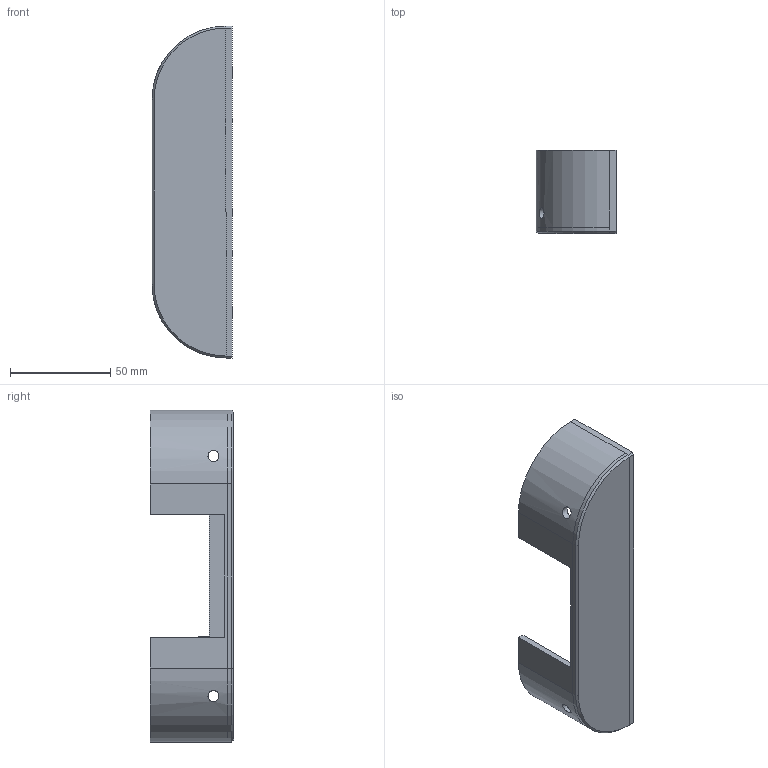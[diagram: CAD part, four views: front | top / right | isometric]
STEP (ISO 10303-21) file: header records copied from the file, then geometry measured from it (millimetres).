
FILE_DESCRIPTION(('FreeCAD Model'),'2;1');
FILE_NAME('Open CASCADE Shape Model','2025-08-17T13:54:27',(''),(''), 'Open CASCADE STEP processor 7.8','FreeCAD','Unknown');
FILE_SCHEMA(('AUTOMOTIVE_DESIGN { 1 0 10303 214 1 1 1 1 }'));
Length unit declared in the file: millimetre
Products named in the file (1): TopPlateGuardShort2
Bounding box: 40 x 41.5 x 166 mm (x, y, z)
Volume: 41222.9 mm3; surface area: 28814.8 mm2
Topology: 1 solids, 1 shells, 51 faces, 121 edges, 72 vertices
Faces by surface type: plane 35, cylinder 10, cone 6
Full cylindrical faces by diameter (mm): 5.5 x4
Entity records: 3726 total; most frequent: CARTESIAN_POINT 1235, DIRECTION 461, LINE 307, VECTOR 307, ORIENTED_EDGE 242, PCURVE 242, DEFINITIONAL_REPRESENTATION 242, EDGE_CURVE 121
